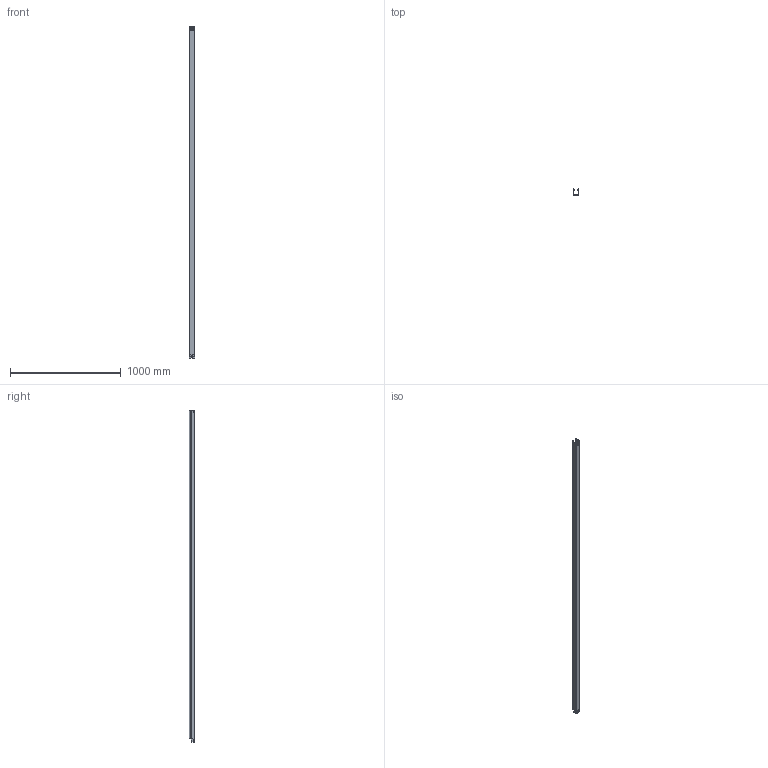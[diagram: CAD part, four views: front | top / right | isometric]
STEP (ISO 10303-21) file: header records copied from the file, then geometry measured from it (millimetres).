
FILE_DESCRIPTION (( 'STEP AP203' ), '1' );
FILE_NAME ('Cable tray 50õ50õ3000.STEP', '2019-04-24T06:18:42', ( '' ), ( '' ), 'SwSTEP 2.0', 'SolidWorks 2017', '' );
FILE_SCHEMA (( 'CONFIG_CONTROL_DESIGN' ));
Length unit declared in the file: millimetre
Products named in the file (1): Cable tray 50õ50õ3000
Bounding box: 53.17 x 51.48 x 3000 mm (x, y, z)
Volume: 370048.7 mm3; surface area: 1061855.5 mm2
Topology: 1 solids, 1 shells, 310 faces, 754 edges, 454 vertices
Faces by surface type: plane 152, cylinder 99, torus 30, bspline 25, sphere 4
Entity records: 9906 total; most frequent: CARTESIAN_POINT 2754, ORIENTED_EDGE 1504, DIRECTION 1431, EDGE_CURVE 752, AXIS2_PLACEMENT_3D 484, LINE 463, VECTOR 463, VERTEX_POINT 454
